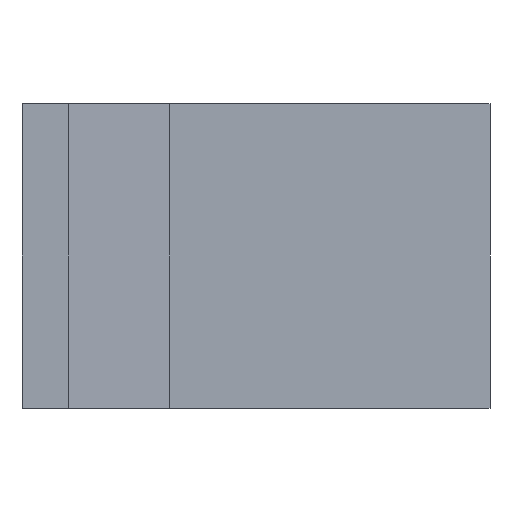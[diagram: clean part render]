
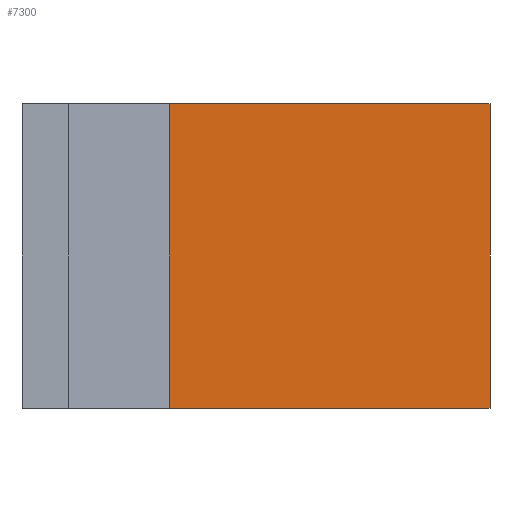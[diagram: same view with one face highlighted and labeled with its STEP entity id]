
A CAD part, left-side view. The second image highlights one B-rep face of the part: STEP entity #7300.
In plain terms, the highlighted planar face has unit normal (-1, 0, 0).
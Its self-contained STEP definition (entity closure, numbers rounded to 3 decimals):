
#816 = EDGE_CURVE ( 'NONE', #9053, #3699, #8703, .T. ) ;
#836 = EDGE_CURVE ( 'NONE', #9053, #5683, #7783, .T. ) ;
#1677 = CARTESIAN_POINT ( 'NONE',  ( 4.2, -6.765, 0. ) ) ;
#1689 = CARTESIAN_POINT ( 'NONE',  ( 4.2, -6.765, 14. ) ) ;
#2067 = AXIS2_PLACEMENT_3D ( 'NONE', #3035, #7814, #5993 ) ;
#2193 = FACE_OUTER_BOUND ( 'NONE', #7455, .T. ) ;
#2521 = CARTESIAN_POINT ( 'NONE',  ( 4.2, -21.5, 14. ) ) ;
#2931 = ORIENTED_EDGE ( 'NONE', *, *, #836, .T. ) ;
#3035 = CARTESIAN_POINT ( 'NONE',  ( 4.2, -6.765, 14. ) ) ;
#3054 = CARTESIAN_POINT ( 'NONE',  ( 4.2, -6.765, 14. ) ) ;
#3070 = CARTESIAN_POINT ( 'NONE',  ( 4.2, -6.765, 0. ) ) ;
#3291 = VECTOR ( 'NONE', #8651, 1000. ) ;
#3699 = VERTEX_POINT ( 'NONE', #2521 ) ;
#3914 = EDGE_CURVE ( 'NONE', #3699, #6564, #6882, .T. ) ;
#4867 = DIRECTION ( 'NONE',  ( 0., -1., 0. ) ) ;
#5683 = VERTEX_POINT ( 'NONE', #3070 ) ;
#5993 = DIRECTION ( 'NONE',  ( 0., 1., 0. ) ) ;
#6380 = ORIENTED_EDGE ( 'NONE', *, *, #9364, .T. ) ;
#6564 = VERTEX_POINT ( 'NONE', #6796 ) ;
#6796 = CARTESIAN_POINT ( 'NONE',  ( 4.2, -21.5, 0. ) ) ;
#6863 = VECTOR ( 'NONE', #8379, 1000. ) ;
#6882 = LINE ( 'NONE', #8270, #6863 ) ;
#6886 = PLANE ( 'NONE',  #2067 ) ;
#7006 = DIRECTION ( 'NONE',  ( 0., 0., -1. ) ) ;
#7130 = ORIENTED_EDGE ( 'NONE', *, *, #816, .F. ) ;
#7300 = ADVANCED_FACE ( 'NONE', ( #2193 ), #6886, .F. ) ;
#7455 = EDGE_LOOP ( 'NONE', ( #6380, #7906, #7130, #2931 ) ) ;
#7783 = LINE ( 'NONE', #3054, #8747 ) ;
#7814 = DIRECTION ( 'NONE',  ( 1., 0., 0. ) ) ;
#7906 = ORIENTED_EDGE ( 'NONE', *, *, #3914, .F. ) ;
#8270 = CARTESIAN_POINT ( 'NONE',  ( 4.2, -21.5, 14. ) ) ;
#8379 = DIRECTION ( 'NONE',  ( 0., 0., -1. ) ) ;
#8651 = DIRECTION ( 'NONE',  ( 0., -1., 0. ) ) ;
#8703 = LINE ( 'NONE', #9487, #3291 ) ;
#8747 = VECTOR ( 'NONE', #7006, 1000. ) ;
#8800 = LINE ( 'NONE', #1677, #9400 ) ;
#9053 = VERTEX_POINT ( 'NONE', #1689 ) ;
#9364 = EDGE_CURVE ( 'NONE', #5683, #6564, #8800, .T. ) ;
#9400 = VECTOR ( 'NONE', #4867, 1000. ) ;
#9487 = CARTESIAN_POINT ( 'NONE',  ( 4.2, -6.765, 14. ) ) ;
